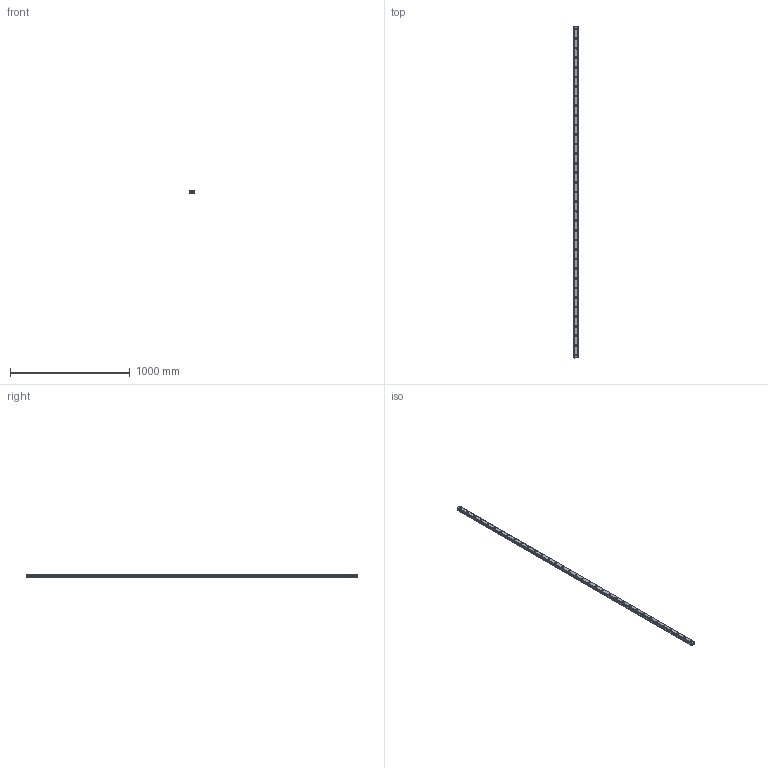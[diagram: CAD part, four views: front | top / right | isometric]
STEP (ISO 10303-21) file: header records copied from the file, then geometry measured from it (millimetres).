
FILE_DESCRIPTION(('STEP AP214'),'1');
FILE_NAME('cctmp_6EE5E95A-B558-4A6C-9E6C-101261505582_2021_02_12_15_18_00_0418..stp','2021-02-12T14:18:00',('HIWIN GmbH'),('CADClick - www.CADClick.com'),'Spatial InterOp 3D',' ','unknown authorization');
FILE_SCHEMA(('AUTOMOTIVE_DESIGN'));
Length unit declared in the file: millimetre
Products named in the file (1): EGR35R2770C_FILE
Bounding box: 34 x 2770 x 27.5 mm (x, y, z)
Volume: 2180156.8 mm3; surface area: 388716.1 mm2
Topology: 1 solids, 1 shells, 422 faces, 933 edges, 622 vertices
Faces by surface type: cylinder 228, plane 194
Entity records: 15233 total; most frequent: DIRECTION 2235, CARTESIAN_POINT 1978, ORIENTED_EDGE 1866, EDGE_CURVE 933, AXIS2_PLACEMENT_3D 879, VERTEX_POINT 622, EDGE_LOOP 531, LINE 477
